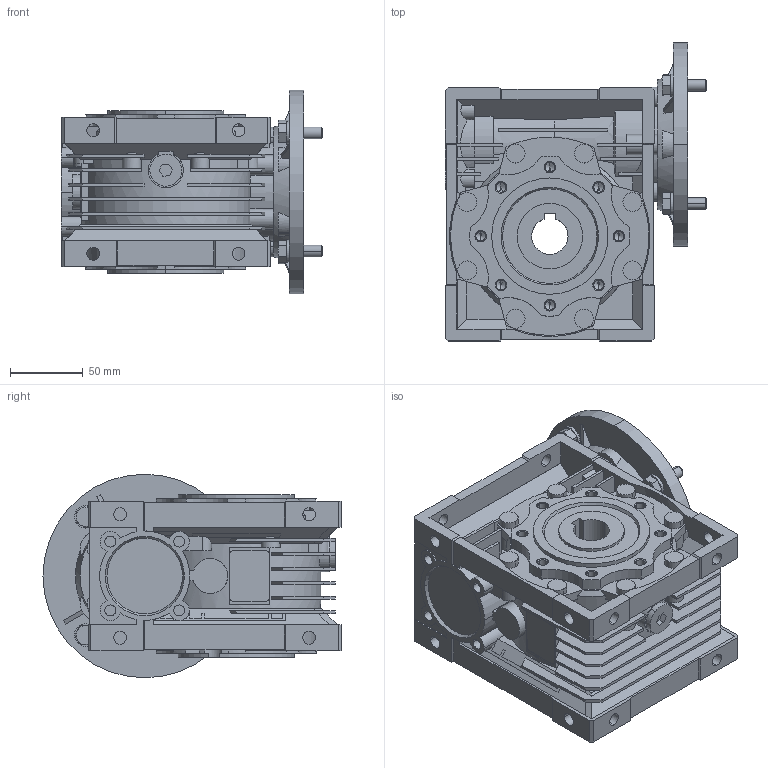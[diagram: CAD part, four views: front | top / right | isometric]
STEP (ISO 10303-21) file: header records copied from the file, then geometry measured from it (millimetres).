
FILE_DESCRIPTION (( 'STEP AP203' ), '1' );
FILE_NAME ('WGA-63M-010-90B14.step', '2024-12-18T19:23:15', ( '' ), ( '' ), 'SwSTEP 2.0', 'SolidWorks 2024', '' );
FILE_SCHEMA (( 'CONFIG_CONTROL_DESIGN' ));
Length unit declared in the file: millimetre
Products named in the file (1): WGA-63M-010-90B14
Bounding box: 180 x 205 x 140 mm (x, y, z)
Volume: 1869684.9 mm3; surface area: 362276.1 mm2
Topology: 16 solids, 18 shells, 1375 faces, 3718 edges, 2404 vertices
Faces by surface type: plane 833, cylinder 365, cone 165, torus 12
Entity records: 43998 total; most frequent: CARTESIAN_POINT 9224, ORIENTED_EDGE 7368, DIRECTION 7164, EDGE_CURVE 3684, AXIS2_PLACEMENT_3D 2440, VERTEX_POINT 2404, LINE 2284, VECTOR 2284
